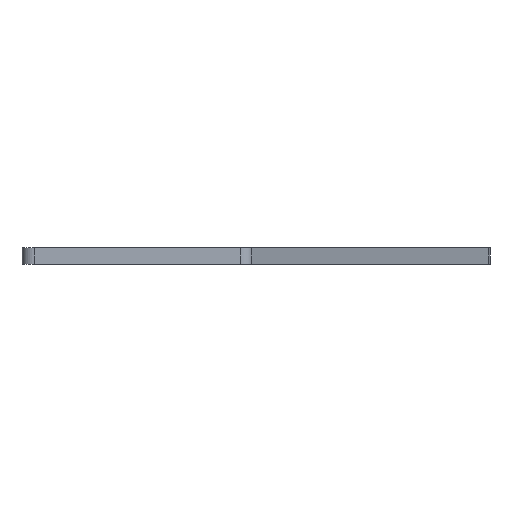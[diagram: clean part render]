
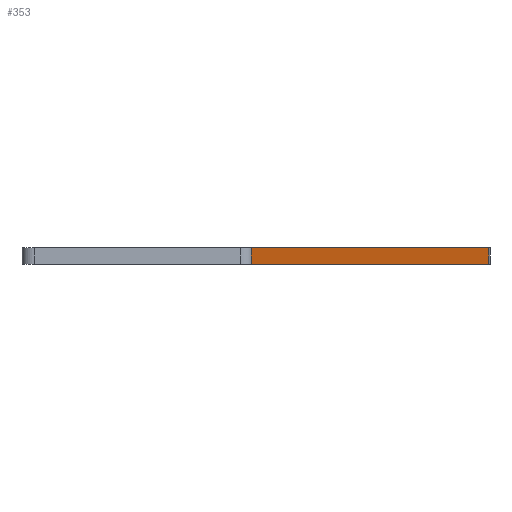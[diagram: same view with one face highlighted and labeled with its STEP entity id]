
A CAD part, front view. The second image highlights one B-rep face of the part: STEP entity #353.
In plain terms, the highlighted planar face has unit normal (0.894, -0.447, 0).
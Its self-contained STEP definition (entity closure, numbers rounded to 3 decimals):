
#78 = EDGE_CURVE ( 'NONE', #132, #223, #348, .T. ) ;
#116 = ORIENTED_EDGE ( 'NONE', *, *, #78, .F. ) ;
#127 = DIRECTION ( 'NONE',  ( -0.447, -0.894, 0. ) ) ;
#132 = VERTEX_POINT ( 'NONE', #133 ) ;
#133 = CARTESIAN_POINT ( 'NONE',  ( 28.829, -146.342, 4. ) ) ;
#148 = DIRECTION ( 'NONE',  ( 0., 0., 1. ) ) ;
#152 = CARTESIAN_POINT ( 'NONE',  ( 28.829, -146.342, 0. ) ) ;
#179 = DIRECTION ( 'NONE',  ( 0.447, 0.894, 0. ) ) ;
#200 = DIRECTION ( 'NONE',  ( 0.894, -0.447, 0. ) ) ;
#201 = ORIENTED_EDGE ( 'NONE', *, *, #629, .F. ) ;
#211 = ORIENTED_EDGE ( 'NONE', *, *, #687, .T. ) ;
#223 = VERTEX_POINT ( 'NONE', #590 ) ;
#224 = VECTOR ( 'NONE', #179, 1000. ) ;
#250 = CARTESIAN_POINT ( 'NONE',  ( 87.683, -28.633, 4. ) ) ;
#263 = PLANE ( 'NONE',  #274 ) ;
#274 = AXIS2_PLACEMENT_3D ( 'NONE', #488, #200, #484 ) ;
#283 = VERTEX_POINT ( 'NONE', #519 ) ;
#287 = EDGE_LOOP ( 'NONE', ( #116, #211, #201, #317 ) ) ;
#296 = CARTESIAN_POINT ( 'NONE',  ( 28., -148., 4. ) ) ;
#304 = VECTOR ( 'NONE', #148, 1000. ) ;
#317 = ORIENTED_EDGE ( 'NONE', *, *, #411, .T. ) ;
#348 = LINE ( 'NONE', #296, #224 ) ;
#353 = ADVANCED_FACE ( 'NONE', ( #377 ), #263, .T. ) ;
#355 = LINE ( 'NONE', #514, #696 ) ;
#377 = FACE_OUTER_BOUND ( 'NONE', #287, .T. ) ;
#400 = VERTEX_POINT ( 'NONE', #152 ) ;
#411 = EDGE_CURVE ( 'NONE', #283, #223, #714, .T. ) ;
#464 = DIRECTION ( 'NONE',  ( 0., 0., -1. ) ) ;
#484 = DIRECTION ( 'NONE',  ( 0.447, 0.894, 0. ) ) ;
#488 = CARTESIAN_POINT ( 'NONE',  ( 28., -148., -134.164 ) ) ;
#514 = CARTESIAN_POINT ( 'NONE',  ( 28.829, -146.342, 0. ) ) ;
#519 = CARTESIAN_POINT ( 'NONE',  ( 87.683, -28.633, 0. ) ) ;
#531 = VECTOR ( 'NONE', #127, 1000. ) ;
#590 = CARTESIAN_POINT ( 'NONE',  ( 87.683, -28.633, 4. ) ) ;
#629 = EDGE_CURVE ( 'NONE', #283, #400, #634, .T. ) ;
#634 = LINE ( 'NONE', #695, #531 ) ;
#687 = EDGE_CURVE ( 'NONE', #132, #400, #355, .T. ) ;
#695 = CARTESIAN_POINT ( 'NONE',  ( 28., -148., 0. ) ) ;
#696 = VECTOR ( 'NONE', #464, 1000. ) ;
#714 = LINE ( 'NONE', #250, #304 ) ;
